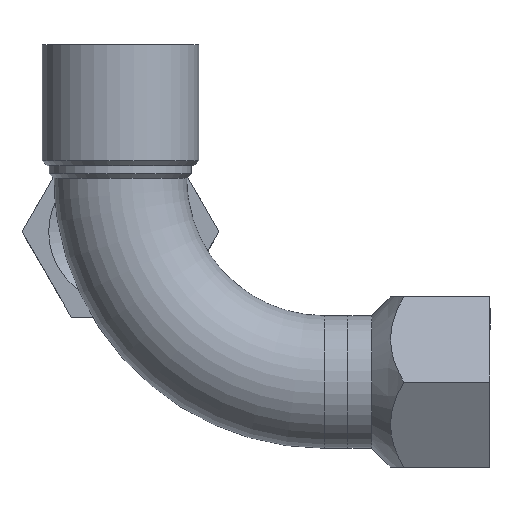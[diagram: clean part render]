
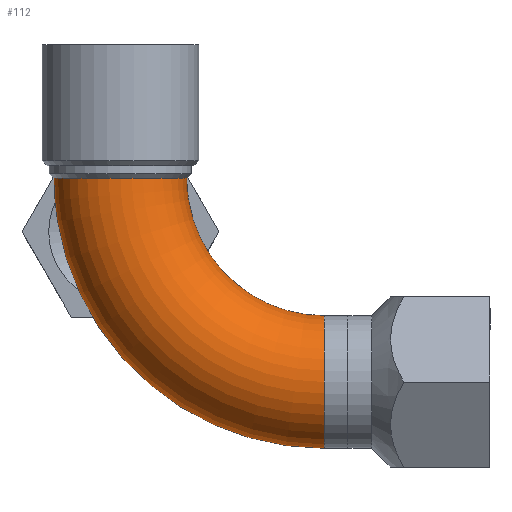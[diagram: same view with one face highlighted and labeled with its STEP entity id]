
A CAD part, front view. The second image highlights one B-rep face of the part: STEP entity #112.
In plain terms, the highlighted toroidal (fillet/blend) face has major radius 43 mm and minor radius 14 mm.
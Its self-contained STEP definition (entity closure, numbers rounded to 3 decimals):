
#112 = ADVANCED_FACE( '', ( #234, #235 ), #236, .T. );
#234 = FACE_OUTER_BOUND( '', #352, .T. );
#235 = FACE_OUTER_BOUND( '', #353, .T. );
#236 = TOROIDAL_SURFACE( '', #354, 43., 14. );
#352 = EDGE_LOOP( '', ( #541 ) );
#353 = EDGE_LOOP( '', ( #542 ) );
#354 = AXIS2_PLACEMENT_3D( '', #543, #544, #545 );
#541 = ORIENTED_EDGE( '', *, *, #621, .F. );
#542 = ORIENTED_EDGE( '', *, *, #596, .F. );
#543 = CARTESIAN_POINT( '', ( 43., 0., 11.284 ) );
#544 = DIRECTION( '', ( 0., 1., 0. ) );
#545 = DIRECTION( '', ( -1., 0., 0. ) );
#596 = EDGE_CURVE( '', #684, #684, #685, .F. );
#621 = EDGE_CURVE( '', #718, #718, #719, .T. );
#684 = VERTEX_POINT( '', #845 );
#685 = CIRCLE( '', #846, 14. );
#718 = VERTEX_POINT( '', #906 );
#719 = CIRCLE( '', #907, 14. );
#845 = CARTESIAN_POINT( '', ( 43., 0., -17.716 ) );
#846 = AXIS2_PLACEMENT_3D( '', #954, #955, #956 );
#906 = CARTESIAN_POINT( '', ( 14., 0., 11.284 ) );
#907 = AXIS2_PLACEMENT_3D( '', #979, #980, #981 );
#954 = CARTESIAN_POINT( '', ( 43., 0., -31.716 ) );
#955 = DIRECTION( '', ( -1., 0., 0. ) );
#956 = DIRECTION( '', ( 0., 0., 1. ) );
#979 = CARTESIAN_POINT( '', ( 0., 0., 11.284 ) );
#980 = DIRECTION( '', ( 0., 0., 1. ) );
#981 = DIRECTION( '', ( 1., 0., 0. ) );
